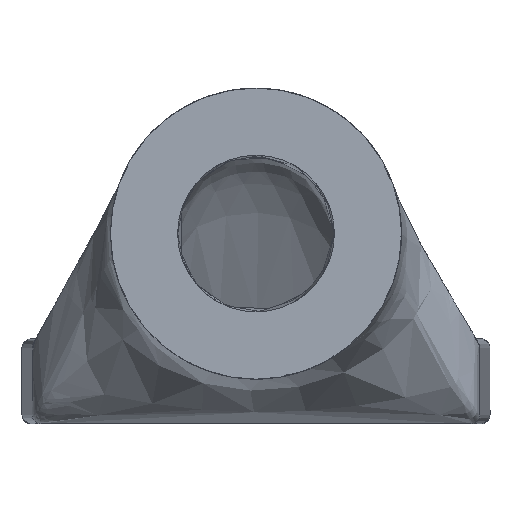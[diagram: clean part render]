
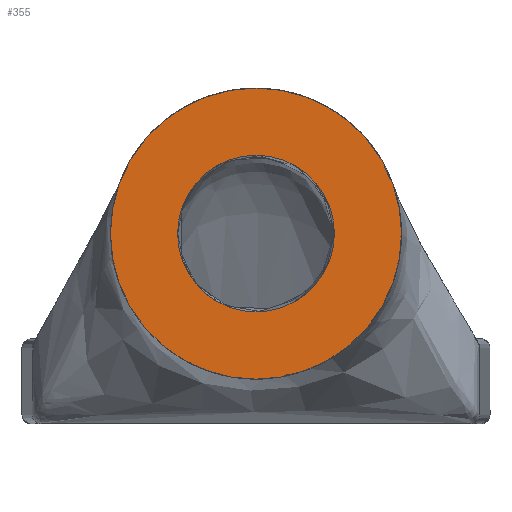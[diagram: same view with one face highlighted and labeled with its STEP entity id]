
A CAD part, front view. The second image highlights one B-rep face of the part: STEP entity #355.
In plain terms, the highlighted planar face has unit normal (0, -1, 0).
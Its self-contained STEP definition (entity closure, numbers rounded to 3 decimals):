
#114=ORIENTED_EDGE('',*,*,#209,.T.);
#115=ORIENTED_EDGE('',*,*,#198,.F.);
#198=EDGE_CURVE('',#242,#242,#274,.T.);
#209=EDGE_CURVE('',#252,#252,#284,.T.);
#242=VERTEX_POINT('',#677);
#252=VERTEX_POINT('',#702);
#274=CIRCLE('',#387,3.25);
#284=CIRCLE('',#398,1.75);
#307=EDGE_LOOP('',(#114));
#308=EDGE_LOOP('',(#115));
#329=FACE_BOUND('',#307,.T.);
#330=FACE_BOUND('',#308,.T.);
#344=PLANE('',#397);
#355=ADVANCED_FACE('',(#329,#330),#344,.F.);
#387=AXIS2_PLACEMENT_3D('',#676,#453,#454);
#397=AXIS2_PLACEMENT_3D('',#700,#473,#474);
#398=AXIS2_PLACEMENT_3D('',#701,#475,#476);
#453=DIRECTION('',(0.,1.,0.));
#454=DIRECTION('',(1.,0.,0.));
#473=DIRECTION('',(0.,1.,0.));
#474=DIRECTION('',(0.,0.,1.));
#475=DIRECTION('',(0.,1.,0.));
#476=DIRECTION('',(1.,0.,0.));
#676=CARTESIAN_POINT('',(0.,0.,0.));
#677=CARTESIAN_POINT('',(3.25,0.,0.));
#700=CARTESIAN_POINT('',(0.,0.,0.));
#701=CARTESIAN_POINT('',(0.,0.,0.));
#702=CARTESIAN_POINT('',(1.75,0.,0.));
